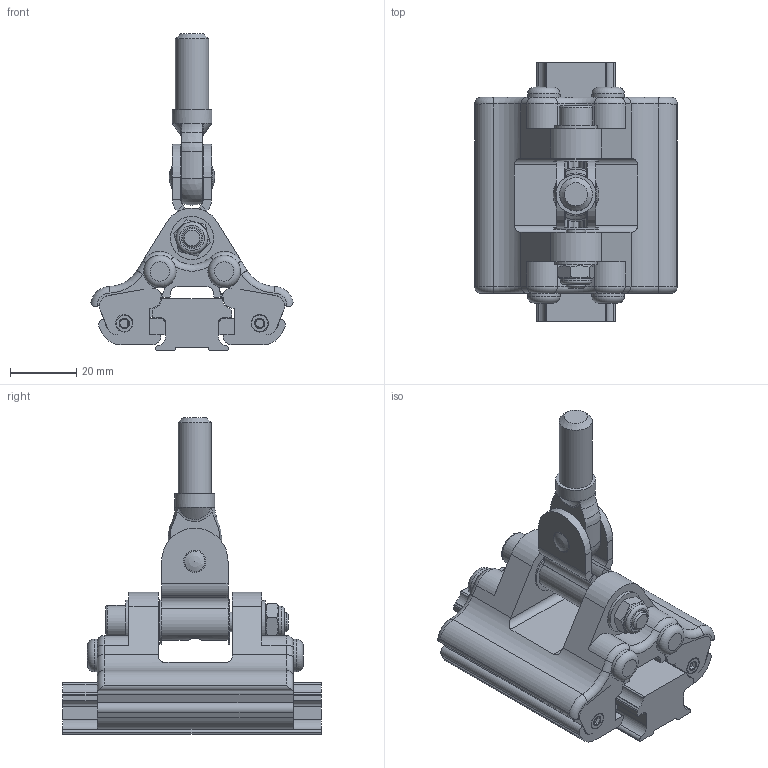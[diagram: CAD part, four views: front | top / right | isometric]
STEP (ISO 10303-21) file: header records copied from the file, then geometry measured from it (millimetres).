
FILE_DESCRIPTION(/* description */ (''),/* implementation_level */ '2;1');
FILE_NAME(/* name */ 'FB24.60J-10 .stp',/* time_stamp */ '2021-04-02T16:28:58+02:00',/* author */ ('lucade'),/* organization */ (''),/* preprocessor_version */ 'ST-DEVELOPER v18.1',/* originating_system */ 'Autodesk Inventor 2021',/* authorisation */ '');
FILE_SCHEMA (('AUTOMOTIVE_DESIGN { 1 0 10303 214 3 1 1 }'));
Length unit declared in the file: millimetre
Products named in the file (1): 20013112
Bounding box: 60.89 x 78 x 95.48 mm (x, y, z)
Volume: 87779.7 mm3; surface area: 30953.4 mm2
Topology: 4 solids, 4 shells, 428 faces, 1119 edges, 713 vertices
Faces by surface type: plane 207, cylinder 138, torus 47, cone 21, sphere 9, bspline 6
Full cylindrical faces by diameter (mm): 5.2 x4, 5.8 x2, 5.9 x1, 6 x1, 6.2 x5, 6.4 x4, 6.5 x1, 9.5 x1, 9.8 x4, 10 x2, 12 x1, 13 x2, 13.5 x2
Entity records: 14024 total; most frequent: CARTESIAN_POINT 3405, DIRECTION 2302, ORIENTED_EDGE 2222, EDGE_CURVE 1111, AXIS2_PLACEMENT_3D 893, VERTEX_POINT 713, LINE 516, VECTOR 516
